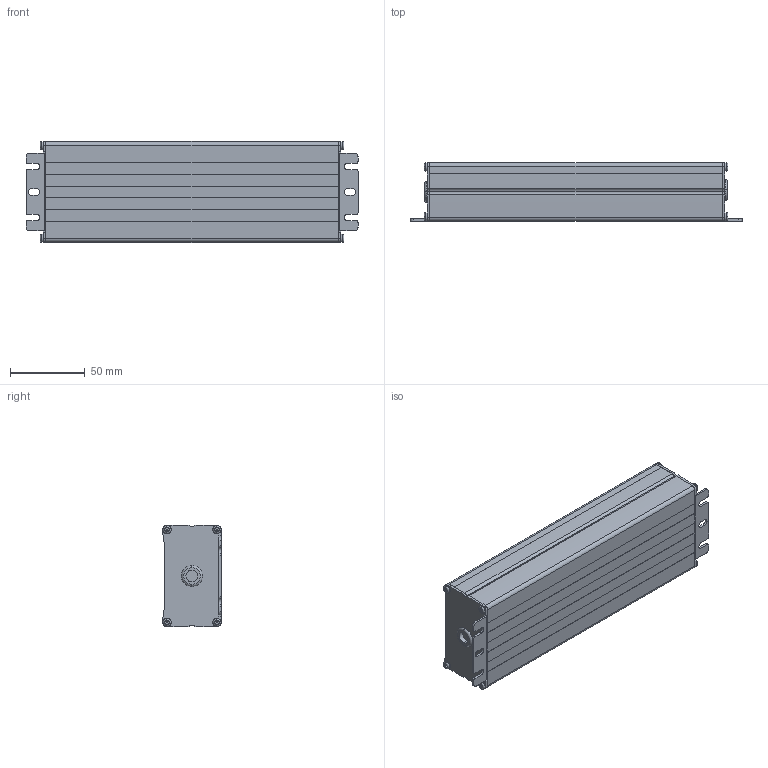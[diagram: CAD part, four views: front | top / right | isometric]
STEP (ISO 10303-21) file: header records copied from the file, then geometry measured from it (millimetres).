
FILE_DESCRIPTION (( 'STEP AP203' ), '1' );
FILE_NAME ('LS100&150P_Outline 1.STEP', '2013-09-13T10:06:12', ( 'WinXP' ), ( 'MyPC' ), 'SwSTEP 2.0', 'SolidWorks 2012', '' );
FILE_SCHEMA (( 'CONFIG_CONTROL_DESIGN' ));
Length unit declared in the file: millimetre
Products named in the file (1): LS100&150P_Outline 1
Bounding box: 222 x 38.95 x 68 mm (x, y, z)
Volume: 510623.4 mm3; surface area: 54652.3 mm2
Topology: 1 solids, 1 shells, 405 faces, 1145 edges, 750 vertices
Faces by surface type: plane 261, cylinder 124, torus 20
Entity records: 13388 total; most frequent: CARTESIAN_POINT 2685, ORIENTED_EDGE 2290, DIRECTION 2209, EDGE_CURVE 1145, AXIS2_PLACEMENT_3D 770, VERTEX_POINT 750, LINE 669, VECTOR 669
